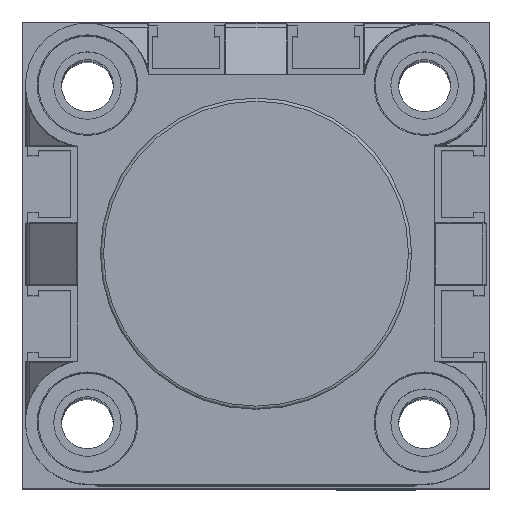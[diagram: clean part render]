
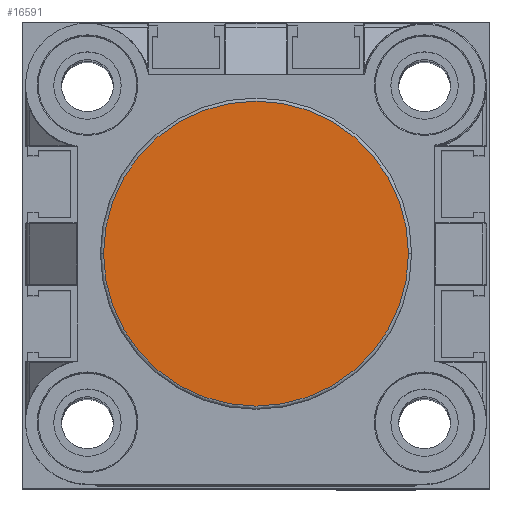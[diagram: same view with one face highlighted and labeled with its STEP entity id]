
A CAD part, top view. The second image highlights one B-rep face of the part: STEP entity #16591.
In plain terms, the highlighted planar face has unit normal (0, 0, 1).
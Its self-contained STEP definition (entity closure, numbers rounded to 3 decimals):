
#1013 = EDGE_CURVE ( 'NONE', #23260, #4400, #19595, .T. ) ;
#1731 = FACE_OUTER_BOUND ( 'NONE', #10549, .T. ) ;
#2698 = CARTESIAN_POINT ( 'NONE',  ( 17.25, -17.25, 30. ) ) ;
#4400 = VERTEX_POINT ( 'NONE', #26709 ) ;
#5130 = ORIENTED_EDGE ( 'NONE', *, *, #1013, .T. ) ;
#5243 = DIRECTION ( 'NONE',  ( 1., 0., 0. ) ) ;
#6650 = AXIS2_PLACEMENT_3D ( 'NONE', #25834, #10938, #28476 ) ;
#6688 = CARTESIAN_POINT ( 'NONE',  ( 31.95, -17.25, 30. ) ) ;
#8430 = PLANE ( 'NONE',  #6650 ) ;
#10407 = AXIS2_PLACEMENT_3D ( 'NONE', #2698, #20227, #5243 ) ;
#10549 = EDGE_LOOP ( 'NONE', ( #5130, #30697 ) ) ;
#10938 = DIRECTION ( 'NONE',  ( 0., 0., 1. ) ) ;
#14862 = EDGE_CURVE ( 'NONE', #4400, #23260, #20638, .T. ) ;
#16591 = ADVANCED_FACE ( 'NONE', ( #1731 ), #8430, .T. ) ;
#19392 = CARTESIAN_POINT ( 'NONE',  ( 17.25, -17.25, 30. ) ) ;
#19595 = CIRCLE ( 'NONE', #32526, 14.7 ) ;
#20035 = DIRECTION ( 'NONE',  ( 0., 0., 1. ) ) ;
#20227 = DIRECTION ( 'NONE',  ( 0., 0., 1. ) ) ;
#20638 = CIRCLE ( 'NONE', #10407, 14.7 ) ;
#23260 = VERTEX_POINT ( 'NONE', #6688 ) ;
#25834 = CARTESIAN_POINT ( 'NONE',  ( 17.25, -17.25, 30. ) ) ;
#26709 = CARTESIAN_POINT ( 'NONE',  ( 2.55, -17.25, 30. ) ) ;
#28476 = DIRECTION ( 'NONE',  ( 1., 0., 0. ) ) ;
#28842 = DIRECTION ( 'NONE',  ( 1., 0., 0. ) ) ;
#30697 = ORIENTED_EDGE ( 'NONE', *, *, #14862, .T. ) ;
#32526 = AXIS2_PLACEMENT_3D ( 'NONE', #19392, #20035, #28842 ) ;
